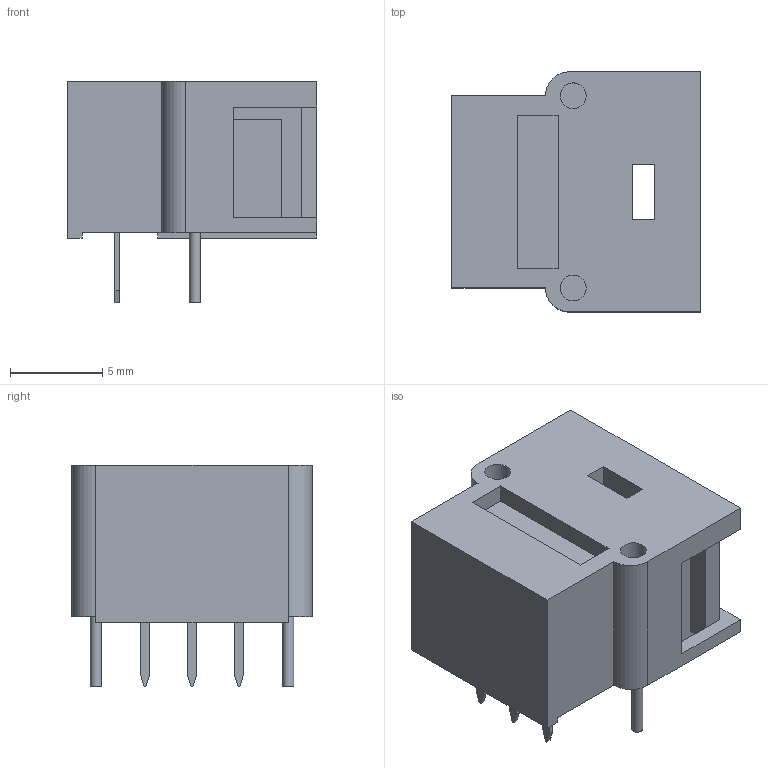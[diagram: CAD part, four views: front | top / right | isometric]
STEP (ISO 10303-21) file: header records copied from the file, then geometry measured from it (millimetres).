
FILE_DESCRIPTION(('FreeCAD Model'),'2;1');
FILE_NAME('Open CASCADE Shape Model','2025-01-05T20:50:52',(''),(''), 'Open CASCADE STEP processor 7.6','FreeCAD','Unknown');
FILE_SCHEMA(('AUTOMOTIVE_DESIGN { 1 0 10303 214 1 1 1 1 }'));
Length unit declared in the file: millimetre
Products named in the file (3): TOTX1350; Body; Pins
Assembly tree (2 placements, depth 2):
  TOTX1350
    Body
    Pins
Bounding box: 13.5 x 13 x 12 mm (x, y, z)
Volume: 962.8 mm3; surface area: 1170.4 mm2
Topology: 6 solids, 6 shells, 138 faces, 355 edges, 231 vertices
Faces by surface type: plane 126, cylinder 9, cone 3
Full cylindrical faces by diameter (mm): 0.6 x2, 1.4 x2, 2.5 x1
Entity records: 4219 total; most frequent: CARTESIAN_POINT 727, ORIENTED_EDGE 710, DIRECTION 662, EDGE_CURVE 355, LINE 330, VECTOR 330, VERTEX_POINT 231, AXIS2_PLACEMENT_3D 166
